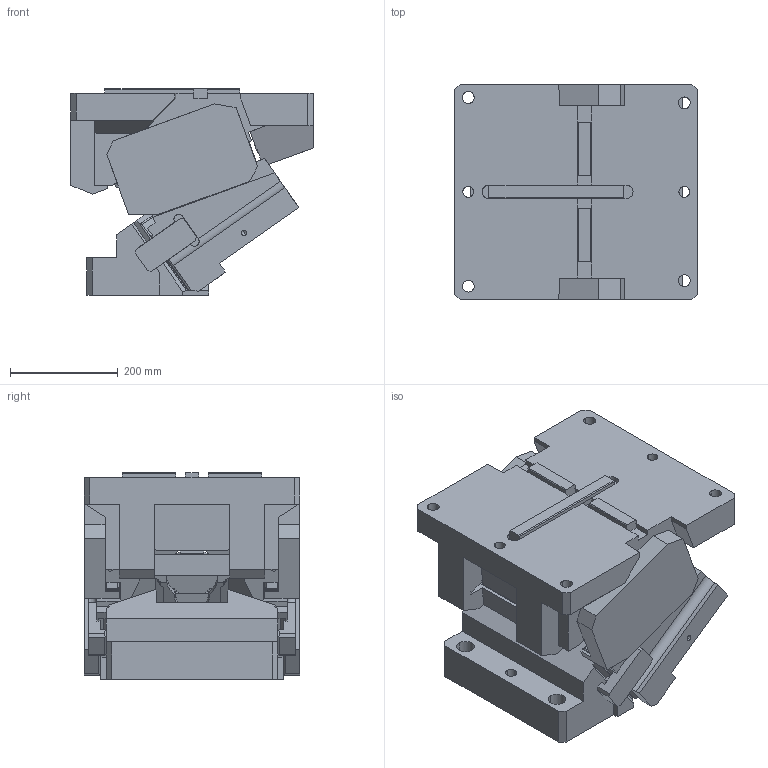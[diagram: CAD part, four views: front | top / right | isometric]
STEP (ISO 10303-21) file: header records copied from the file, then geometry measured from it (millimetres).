
FILE_DESCRIPTION(('CATIA V5 STEP Exchange'),'2;1');
FILE_NAME('CACV_F_400_55.stp','2015-04-27T07:01:49+00:00',('none'),('none'),'CATIA Version 5 Release 19 SP 2 (IN-10)','CATIA V5 STEP AP203','none');
FILE_SCHEMA(('CONFIG_CONTROL_DESIGN'));
Length unit declared in the file: millimetre
Products named in the file (1): CACV_F_400_55
Bounding box: 450 x 400 x 384 mm (x, y, z)
Volume: 39438361.2 mm3; surface area: 1695009.6 mm2
Topology: 3 solids, 3 shells, 613 faces, 1782 edges, 1170 vertices
Faces by surface type: plane 436, cylinder 159, cone 14, bspline 4
Entity records: 21181 total; most frequent: CARTESIAN_POINT 5643, ORIENTED_EDGE 3552, DIRECTION 2642, EDGE_CURVE 1776, VECTOR 1379, LINE 1379, VERTEX_POINT 1170, AXIS2_PLACEMENT_3D 722
